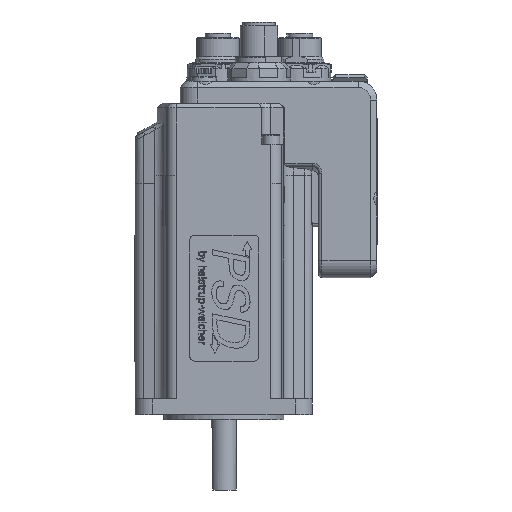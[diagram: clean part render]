
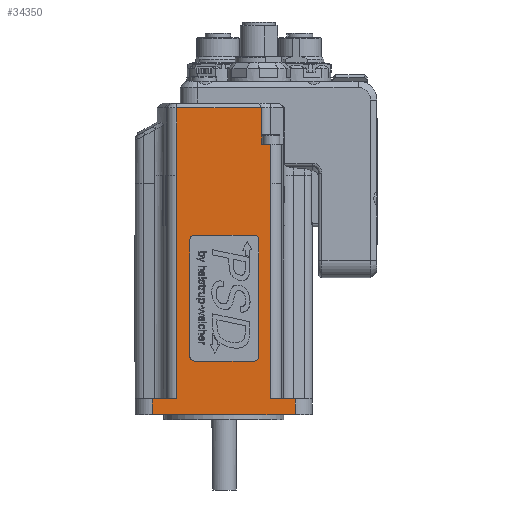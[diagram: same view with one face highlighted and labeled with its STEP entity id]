
A CAD part, left-side view. The second image highlights one B-rep face of the part: STEP entity #34350.
In plain terms, the highlighted planar face has unit normal (-1, 0, 0).
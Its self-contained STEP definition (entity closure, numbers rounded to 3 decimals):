
#829=FACE_BOUND('',#6280,.T.);
#2871=PLANE('',#36221);
#4364=FACE_OUTER_BOUND('',#6279,.T.);
#6279=EDGE_LOOP('',(#27940,#27941,#27942,#27943,#27944,#27945,#27946,#27947,
#27948,#27949,#27950,#27951,#27952,#27953));
#6280=EDGE_LOOP('',(#27954,#27955,#27956,#27957,#27958,#27959,#27960,#27961));
#7277=LINE('',#47819,#9813);
#7278=LINE('',#47824,#9814);
#7304=LINE('',#47912,#9840);
#7307=LINE('',#47927,#9843);
#7313=LINE('',#47941,#9849);
#7314=LINE('',#47948,#9850);
#7319=LINE('',#47968,#9855);
#7373=LINE('',#48161,#9909);
#7374=LINE('',#48163,#9910);
#7376=LINE('',#48170,#9912);
#7377=LINE('',#48171,#9913);
#7386=LINE('',#48384,#9922);
#7413=LINE('',#48829,#9949);
#7417=LINE('',#48836,#9953);
#8205=LINE('',#54632,#10741);
#8210=LINE('',#54646,#10746);
#8214=LINE('',#54658,#10750);
#8218=LINE('',#54670,#10754);
#9813=VECTOR('',#38809,1000.);
#9814=VECTOR('',#38814,1000.);
#9840=VECTOR('',#38894,1000.);
#9843=VECTOR('',#38907,1000.);
#9849=VECTOR('',#38923,1000.);
#9850=VECTOR('',#38932,1000.);
#9855=VECTOR('',#38955,1000.);
#9909=VECTOR('',#39135,10.);
#9910=VECTOR('',#39138,1000.);
#9912=VECTOR('',#39144,10.);
#9913=VECTOR('',#39145,1000.);
#9922=VECTOR('',#39182,10.);
#9949=VECTOR('',#39241,10.);
#9953=VECTOR('',#39247,10.);
#10741=VECTOR('',#40705,10.);
#10746=VECTOR('',#40718,10.);
#10750=VECTOR('',#40730,10.);
#10754=VECTOR('',#40742,10.);
#12405=CIRCLE('',#36006,1.5);
#12407=CIRCLE('',#36010,1.5);
#12409=CIRCLE('',#36014,1.5);
#12411=CIRCLE('',#36018,1.5);
#13569=VERTEX_POINT('',#47816);
#13570=VERTEX_POINT('',#47818);
#13571=VERTEX_POINT('',#47822);
#13572=VERTEX_POINT('',#47823);
#13605=VERTEX_POINT('',#47906);
#13607=VERTEX_POINT('',#47910);
#13612=VERTEX_POINT('',#47923);
#13614=VERTEX_POINT('',#47926);
#13697=VERTEX_POINT('',#48159);
#13698=VERTEX_POINT('',#48160);
#13700=VERTEX_POINT('',#48167);
#13701=VERTEX_POINT('',#48169);
#13730=VERTEX_POINT('',#48381);
#13754=VERTEX_POINT('',#48827);
#14591=VERTEX_POINT('',#54630);
#14592=VERTEX_POINT('',#54631);
#14595=VERTEX_POINT('',#54639);
#14597=VERTEX_POINT('',#54645);
#14599=VERTEX_POINT('',#54651);
#14601=VERTEX_POINT('',#54657);
#14603=VERTEX_POINT('',#54663);
#14605=VERTEX_POINT('',#54669);
#17099=EDGE_CURVE('',#13569,#13570,#7277,.T.);
#17101=EDGE_CURVE('',#13571,#13572,#7278,.T.);
#17143=EDGE_CURVE('',#13605,#13607,#7304,.T.);
#17149=EDGE_CURVE('',#13614,#13612,#7307,.T.);
#17158=EDGE_CURVE('',#13605,#13572,#7313,.T.);
#17162=EDGE_CURVE('',#13570,#13612,#7314,.T.);
#17174=EDGE_CURVE('',#13607,#13614,#7319,.T.);
#17267=EDGE_CURVE('',#13697,#13698,#7373,.T.);
#17269=EDGE_CURVE('',#13571,#13697,#7374,.T.);
#17272=EDGE_CURVE('',#13701,#13700,#7376,.T.);
#17273=EDGE_CURVE('',#13701,#13569,#7377,.T.);
#17308=EDGE_CURVE('',#13700,#13730,#7386,.T.);
#17357=EDGE_CURVE('',#13730,#13754,#7413,.T.);
#17361=EDGE_CURVE('',#13698,#13754,#7417,.T.);
#18633=EDGE_CURVE('',#14591,#14592,#8205,.T.);
#18637=EDGE_CURVE('',#14595,#14591,#12405,.T.);
#18640=EDGE_CURVE('',#14597,#14595,#8210,.T.);
#18643=EDGE_CURVE('',#14599,#14597,#12407,.T.);
#18646=EDGE_CURVE('',#14601,#14599,#8214,.T.);
#18649=EDGE_CURVE('',#14603,#14601,#12409,.T.);
#18652=EDGE_CURVE('',#14605,#14603,#8218,.T.);
#18655=EDGE_CURVE('',#14592,#14605,#12411,.T.);
#27940=ORIENTED_EDGE('',*,*,#17099,.F.);
#27941=ORIENTED_EDGE('',*,*,#17273,.F.);
#27942=ORIENTED_EDGE('',*,*,#17272,.T.);
#27943=ORIENTED_EDGE('',*,*,#17308,.T.);
#27944=ORIENTED_EDGE('',*,*,#17357,.T.);
#27945=ORIENTED_EDGE('',*,*,#17361,.F.);
#27946=ORIENTED_EDGE('',*,*,#17267,.F.);
#27947=ORIENTED_EDGE('',*,*,#17269,.F.);
#27948=ORIENTED_EDGE('',*,*,#17101,.T.);
#27949=ORIENTED_EDGE('',*,*,#17158,.F.);
#27950=ORIENTED_EDGE('',*,*,#17143,.T.);
#27951=ORIENTED_EDGE('',*,*,#17174,.T.);
#27952=ORIENTED_EDGE('',*,*,#17149,.T.);
#27953=ORIENTED_EDGE('',*,*,#17162,.F.);
#27954=ORIENTED_EDGE('',*,*,#18655,.T.);
#27955=ORIENTED_EDGE('',*,*,#18652,.T.);
#27956=ORIENTED_EDGE('',*,*,#18649,.T.);
#27957=ORIENTED_EDGE('',*,*,#18646,.T.);
#27958=ORIENTED_EDGE('',*,*,#18643,.T.);
#27959=ORIENTED_EDGE('',*,*,#18640,.T.);
#27960=ORIENTED_EDGE('',*,*,#18637,.T.);
#27961=ORIENTED_EDGE('',*,*,#18633,.T.);
#34350=ADVANCED_FACE('',(#4364,#829),#2871,.F.);
#36006=AXIS2_PLACEMENT_3D('',#54640,#40711,#40712);
#36010=AXIS2_PLACEMENT_3D('',#54652,#40723,#40724);
#36014=AXIS2_PLACEMENT_3D('',#54664,#40735,#40736);
#36018=AXIS2_PLACEMENT_3D('',#54675,#40747,#40748);
#36221=AXIS2_PLACEMENT_3D('',#59966,#41823,#41824);
#38809=DIRECTION('',(0.,0.,-1.));
#38814=DIRECTION('',(0.,0.,-1.));
#38894=DIRECTION('',(0.,0.,-1.));
#38907=DIRECTION('',(0.,0.,1.));
#38923=DIRECTION('',(0.,-1.,0.));
#38932=DIRECTION('',(0.,-1.,0.));
#38955=DIRECTION('',(0.,-1.,0.));
#39135=DIRECTION('',(0.,0.,1.));
#39138=DIRECTION('',(0.,-1.,0.));
#39144=DIRECTION('',(0.,0.,1.));
#39145=DIRECTION('',(0.,-1.,0.));
#39182=DIRECTION('',(0.,1.,0.));
#39241=DIRECTION('',(0.,0.,1.));
#39247=DIRECTION('',(0.,-1.,0.));
#40705=DIRECTION('',(0.,-1.,0.));
#40711=DIRECTION('center_axis',(1.,0.,0.));
#40712=DIRECTION('ref_axis',(0.,0.,
1.));
#40718=DIRECTION('',(0.,0.,1.));
#40723=DIRECTION('center_axis',(1.,0.,0.));
#40724=DIRECTION('ref_axis',(0.,1.,0.));
#40730=DIRECTION('',(0.,1.,0.));
#40735=DIRECTION('center_axis',(1.,0.,0.));
#40736=DIRECTION('ref_axis',(0.,0.,
-1.));
#40742=DIRECTION('',(0.,0.,-1.));
#40747=DIRECTION('center_axis',(1.,0.,0.));
#40748=DIRECTION('ref_axis',(0.,-1.,0.));
#41823=DIRECTION('center_axis',(1.,0.,0.));
#41824=DIRECTION('ref_axis',(0.,1.,0.));
#47816=CARTESIAN_POINT('',(-28.2,-15.002,73.5));
#47818=CARTESIAN_POINT('',(-28.2,-15.002,5.));
#47819=CARTESIAN_POINT('',(-28.2,-15.002,64.5));
#47822=CARTESIAN_POINT('',(-28.2,15.002,76.));
#47823=CARTESIAN_POINT('',(-28.2,15.002,5.));
#47824=CARTESIAN_POINT('',(-28.2,15.002,64.5));
#47906=CARTESIAN_POINT('',(-28.2,22.7,5.));
#47910=CARTESIAN_POINT('',(-28.2,22.7,0.));
#47912=CARTESIAN_POINT('',(-28.2,22.7,5.));
#47923=CARTESIAN_POINT('',(-28.2,-22.7,5.));
#47926=CARTESIAN_POINT('',(-28.2,-22.7,0.));
#47927=CARTESIAN_POINT('',(-28.2,-22.7,5.));
#47941=CARTESIAN_POINT('',(-28.2,-28.2,5.));
#47948=CARTESIAN_POINT('',(-28.2,-28.2,5.));
#47968=CARTESIAN_POINT('',(-28.2,-28.2,0.));
#48159=CARTESIAN_POINT('',(-28.2,15.,76.));
#48160=CARTESIAN_POINT('',(-28.2,15.,97.5));
#48161=CARTESIAN_POINT('',(-28.2,15.,76.));
#48163=CARTESIAN_POINT('',(-28.2,15.002,76.));
#48167=CARTESIAN_POINT('',(-28.2,-15.,86.));
#48169=CARTESIAN_POINT('',(-28.2,-15.,73.5));
#48170=CARTESIAN_POINT('',(-28.2,-15.,76.));
#48171=CARTESIAN_POINT('',(-28.2,-12.,73.5));
#48381=CARTESIAN_POINT('',(-28.2,-12.,86.));
#48384=CARTESIAN_POINT('',(-28.2,-0.656,86.));
#48827=CARTESIAN_POINT('',(-28.2,-12.,97.5));
#48829=CARTESIAN_POINT('',(-28.2,-12.,87.5));
#48836=CARTESIAN_POINT('',(-28.2,10.923,97.5));
#54630=CARTESIAN_POINT('',(-28.2,9.3,57.));
#54631=CARTESIAN_POINT('',(-28.2,-9.7,57.));
#54632=CARTESIAN_POINT('',(-28.2,2.651,57.));
#54639=CARTESIAN_POINT('',(-28.2,10.8,55.5));
#54640=CARTESIAN_POINT('Origin',(-28.2,9.3,55.5));
#54645=CARTESIAN_POINT('',(-28.2,10.8,18.5));
#54646=CARTESIAN_POINT('',(-28.2,10.8,60.));
#54651=CARTESIAN_POINT('',(-28.2,9.3,17.));
#54652=CARTESIAN_POINT('Origin',(-28.2,9.3,18.5));
#54657=CARTESIAN_POINT('',(-28.2,-9.7,17.));
#54658=CARTESIAN_POINT('',(-28.2,12.151,17.));
#54663=CARTESIAN_POINT('',(-28.2,-11.2,18.5));
#54664=CARTESIAN_POINT('Origin',(-28.2,-9.7,18.5));
#54669=CARTESIAN_POINT('',(-28.2,-11.2,55.5));
#54670=CARTESIAN_POINT('',(-28.2,-11.2,41.5));
#54675=CARTESIAN_POINT('Origin',(-28.2,-9.7,55.5));
#59966=CARTESIAN_POINT('Origin',(-28.2,15.002,64.5));
